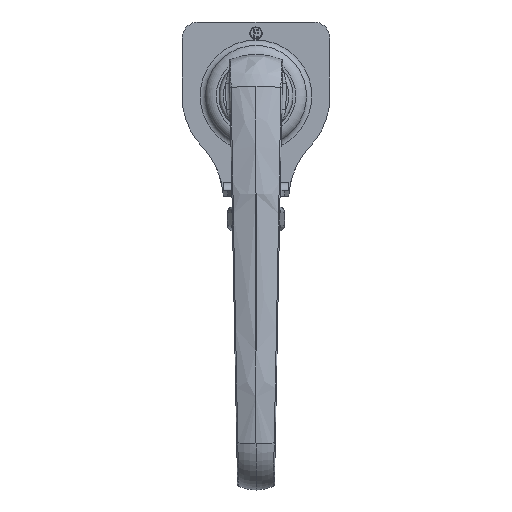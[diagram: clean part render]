
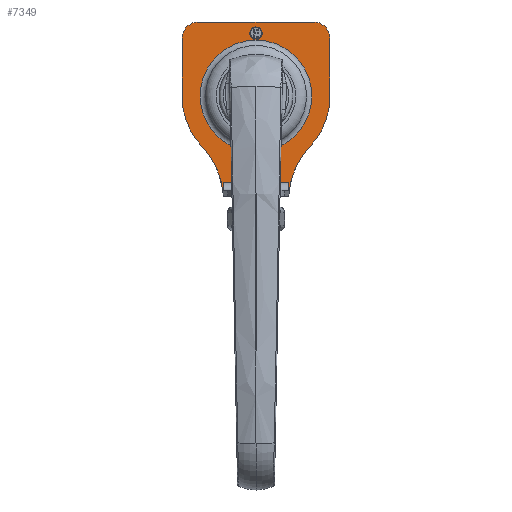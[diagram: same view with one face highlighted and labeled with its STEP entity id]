
A CAD part, top view. The second image highlights one B-rep face of the part: STEP entity #7349.
In plain terms, the highlighted planar face has unit normal (0, 0, 1).
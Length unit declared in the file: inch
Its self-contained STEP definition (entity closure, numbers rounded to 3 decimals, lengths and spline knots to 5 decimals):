
#6314=CARTESIAN_POINT('',(0.5,-1.49086,-0.171));
#6315=VERTEX_POINT('',#6314);
#6325=CARTESIAN_POINT('',(0.5,-1.3163,-0.171));
#6326=VERTEX_POINT('',#6325);
#6327=CARTESIAN_POINT('',(0.5,-1.3163,-0.171));
#6328=DIRECTION('',(0.0,-1.0,0.0));
#6329=VECTOR('',#6328,0.17456);
#6330=LINE('',#6327,#6329);
#6331=EDGE_CURVE('',#6326,#6315,#6330,.T.);
#6422=CARTESIAN_POINT('',(-0.5,-1.3163,-0.171));
#6423=VERTEX_POINT('',#6422);
#6431=CARTESIAN_POINT('',(-0.5,-1.49086,-0.171));
#6432=VERTEX_POINT('',#6431);
#6433=CARTESIAN_POINT('',(-0.5,-1.3163,-0.171));
#6434=DIRECTION('',(0.0,-1.0,0.0));
#6435=VECTOR('',#6434,0.17456);
#6436=LINE('',#6433,#6435);
#6437=EDGE_CURVE('',#6423,#6432,#6436,.T.);
#6454=CARTESIAN_POINT('',(-0.50174,-1.49086,-0.171));
#6455=VERTEX_POINT('',#6454);
#6456=CARTESIAN_POINT('',(-0.50491,-1.45705,-0.171));
#6457=VERTEX_POINT('',#6456);
#6458=CARTESIAN_POINT('',(-0.50174,-1.49086,-0.171));
#6459=DIRECTION('',(-0.093,0.996,0.0));
#6460=VECTOR('',#6459,0.03396);
#6461=LINE('',#6458,#6460);
#6462=EDGE_CURVE('',#6455,#6457,#6461,.T.);
#6487=CARTESIAN_POINT('',(-0.8125,-0.78388,-0.171));
#6488=VERTEX_POINT('',#6487);
#6489=CARTESIAN_POINT('',(-1.625,-1.562,-0.171));
#6490=DIRECTION('',(0.0,0.0,-1.0));
#6491=DIRECTION('',(-0.996,-0.093,0.0));
#6492=AXIS2_PLACEMENT_3D('',#6489,#6490,#6491);
#6493=CIRCLE('',#6492,1.125);
#6494=EDGE_CURVE('',#6488,#6457,#6493,.T.);
#6554=CARTESIAN_POINT('',(-0.5,-1.49086,-0.171));
#6555=DIRECTION('',(-1.0,0.0,0.0));
#6556=VECTOR('',#6555,0.00174);
#6557=LINE('',#6554,#6556);
#6558=EDGE_CURVE('',#6432,#6455,#6557,.T.);
#6581=CARTESIAN_POINT('',(0.50174,-1.49086,-0.171));
#6582=VERTEX_POINT('',#6581);
#6590=CARTESIAN_POINT('',(0.50174,-1.49086,-0.171));
#6591=DIRECTION('',(-1.0,0.0,0.0));
#6592=VECTOR('',#6591,0.00174);
#6593=LINE('',#6590,#6592);
#6594=EDGE_CURVE('',#6582,#6315,#6593,.T.);
#6604=CARTESIAN_POINT('',(0.50491,-1.45705,-0.171));
#6605=VERTEX_POINT('',#6604);
#6606=CARTESIAN_POINT('',(0.50491,-1.45705,-0.171));
#6607=DIRECTION('',(-0.093,-0.996,0.0));
#6608=VECTOR('',#6607,0.03396);
#6609=LINE('',#6606,#6608);
#6610=EDGE_CURVE('',#6605,#6582,#6609,.T.);
#6627=CARTESIAN_POINT('',(0.8125,-0.78388,-0.171));
#6628=VERTEX_POINT('',#6627);
#6629=CARTESIAN_POINT('',(1.625,-1.562,-0.171));
#6630=DIRECTION('',(0.0,0.0,-1.0));
#6631=DIRECTION('',(0.722,-0.692,0.0));
#6632=AXIS2_PLACEMENT_3D('',#6629,#6630,#6631);
#6633=CIRCLE('',#6632,1.125);
#6634=EDGE_CURVE('',#6605,#6628,#6633,.T.);
#6742=CARTESIAN_POINT('',(0.5,-1.3163,-0.171));
#6743=DIRECTION('',(-1.0,0.0,0.0));
#6744=VECTOR('',#6743,1.0);
#6745=LINE('',#6742,#6744);
#6746=EDGE_CURVE('',#6326,#6423,#6745,.T.);
#7237=CARTESIAN_POINT('',(0.095,0.955,-0.171));
#7238=VERTEX_POINT('',#7237);
#7239=CARTESIAN_POINT('',(0.,0.955,-0.171));
#7240=DIRECTION('',(0.0,0.0,-1.0));
#7241=DIRECTION('',(-1.0,0.0,0.0));
#7242=AXIS2_PLACEMENT_3D('',#7239,#7240,#7241);
#7243=CIRCLE('',#7242,0.095);
#7244=EDGE_CURVE('',#7238,#7238,#7243,.T.);
#7261=CARTESIAN_POINT('',(0.,0.8844,-0.171));
#7262=DIRECTION('',(0.0,0.0,1.0));
#7263=DIRECTION('',(1.0,0.0,0.0));
#7264=AXIS2_PLACEMENT_3D('',#7261,#7262,#7263);
#7265=PLANE('',#7264);
#7266=ORIENTED_EDGE('',*,*,#6634,.T.);
#7267=CARTESIAN_POINT('',(1.125,-0.00576,-0.171));
#7268=VERTEX_POINT('',#7267);
#7269=CARTESIAN_POINT('',(0.,-0.00576,-0.171));
#7270=DIRECTION('',(0.0,0.0,1.0));
#7271=DIRECTION('',(0.722,-0.692,0.0));
#7272=AXIS2_PLACEMENT_3D('',#7269,#7270,#7271);
#7273=CIRCLE('',#7272,1.125);
#7274=EDGE_CURVE('',#6628,#7268,#7273,.T.);
#7275=ORIENTED_EDGE('',*,*,#7274,.T.);
#7276=CARTESIAN_POINT('',(1.125,0.875,-0.171));
#7277=VERTEX_POINT('',#7276);
#7278=CARTESIAN_POINT('',(1.125,-0.00576,-0.171));
#7279=DIRECTION('',(0.0,1.0,0.0));
#7280=VECTOR('',#7279,0.88076);
#7281=LINE('',#7278,#7280);
#7282=EDGE_CURVE('',#7268,#7277,#7281,.T.);
#7283=ORIENTED_EDGE('',*,*,#7282,.T.);
#7284=CARTESIAN_POINT('',(0.875,1.125,-0.171));
#7285=VERTEX_POINT('',#7284);
#7286=CARTESIAN_POINT('',(0.875,0.875,-0.171));
#7287=DIRECTION('',(0.0,0.0,1.0));
#7288=DIRECTION('',(1.0,0.0,0.0));
#7289=AXIS2_PLACEMENT_3D('',#7286,#7287,#7288);
#7290=CIRCLE('',#7289,0.25);
#7291=EDGE_CURVE('',#7277,#7285,#7290,.T.);
#7292=ORIENTED_EDGE('',*,*,#7291,.T.);
#7293=CARTESIAN_POINT('',(-0.875,1.125,-0.171));
#7294=VERTEX_POINT('',#7293);
#7295=CARTESIAN_POINT('',(0.875,1.125,-0.171));
#7296=DIRECTION('',(-1.0,0.0,0.0));
#7297=VECTOR('',#7296,1.75);
#7298=LINE('',#7295,#7297);
#7299=EDGE_CURVE('',#7285,#7294,#7298,.T.);
#7300=ORIENTED_EDGE('',*,*,#7299,.T.);
#7301=CARTESIAN_POINT('',(-1.125,0.875,-0.171));
#7302=VERTEX_POINT('',#7301);
#7303=CARTESIAN_POINT('',(-0.875,0.875,-0.171));
#7304=DIRECTION('',(0.0,0.0,1.0));
#7305=DIRECTION('',(0.0,1.0,0.0));
#7306=AXIS2_PLACEMENT_3D('',#7303,#7304,#7305);
#7307=CIRCLE('',#7306,0.25);
#7308=EDGE_CURVE('',#7294,#7302,#7307,.T.);
#7309=ORIENTED_EDGE('',*,*,#7308,.T.);
#7310=CARTESIAN_POINT('',(-1.125,-0.00576,-0.171));
#7311=VERTEX_POINT('',#7310);
#7312=CARTESIAN_POINT('',(-1.125,0.875,-0.171));
#7313=DIRECTION('',(0.0,-1.0,0.0));
#7314=VECTOR('',#7313,0.88076);
#7315=LINE('',#7312,#7314);
#7316=EDGE_CURVE('',#7302,#7311,#7315,.T.);
#7317=ORIENTED_EDGE('',*,*,#7316,.T.);
#7318=CARTESIAN_POINT('',(0.,-0.00576,-0.171));
#7319=DIRECTION('',(0.0,0.0,1.0));
#7320=DIRECTION('',(-1.0,0.0,0.0));
#7321=AXIS2_PLACEMENT_3D('',#7318,#7319,#7320);
#7322=CIRCLE('',#7321,1.125);
#7323=EDGE_CURVE('',#7311,#6488,#7322,.T.);
#7324=ORIENTED_EDGE('',*,*,#7323,.T.);
#7325=ORIENTED_EDGE('',*,*,#6494,.T.);
#7326=ORIENTED_EDGE('',*,*,#6462,.F.);
#7327=ORIENTED_EDGE('',*,*,#6558,.F.);
#7328=ORIENTED_EDGE('',*,*,#6437,.F.);
#7329=ORIENTED_EDGE('',*,*,#6746,.F.);
#7330=ORIENTED_EDGE('',*,*,#6331,.T.);
#7331=ORIENTED_EDGE('',*,*,#6594,.F.);
#7332=ORIENTED_EDGE('',*,*,#6610,.F.);
#7333=EDGE_LOOP('',(#7266,#7275,#7283,#7292,#7300,#7309,#7317,#7324,#7325,#7326,#7327,#7328,#7329,#7330,#7331,#7332));
#7334=FACE_OUTER_BOUND('',#7333,.T.);
#7335=CARTESIAN_POINT('',(0.,0.84994,-0.171));
#7336=VERTEX_POINT('',#7335);
#7337=CARTESIAN_POINT('',(0.0,0.0,-0.171));
#7338=DIRECTION('',(0.0,0.0,1.0));
#7339=DIRECTION('',(0.0,1.0,0.0));
#7340=AXIS2_PLACEMENT_3D('',#7337,#7338,#7339);
#7341=CIRCLE('',#7340,0.84994);
#7342=EDGE_CURVE('',#7336,#7336,#7341,.T.);
#7343=ORIENTED_EDGE('',*,*,#7342,.F.);
#7344=EDGE_LOOP('',(#7343));
#7345=FACE_BOUND('',#7344,.T.);
#7346=ORIENTED_EDGE('',*,*,#7244,.T.);
#7347=EDGE_LOOP('',(#7346));
#7348=FACE_BOUND('',#7347,.T.);
#7349=ADVANCED_FACE('',(#7334,#7345,#7348),#7265,.T.);
